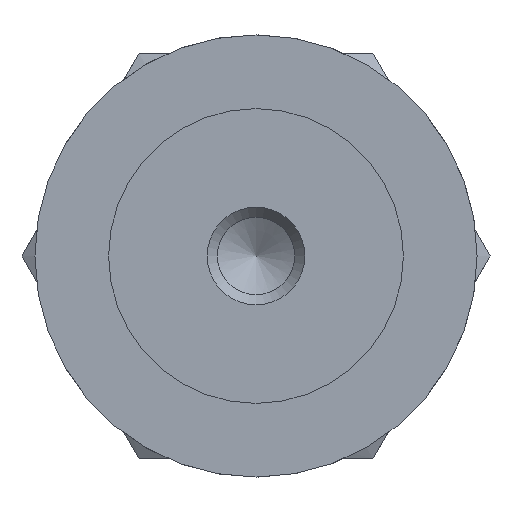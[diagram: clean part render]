
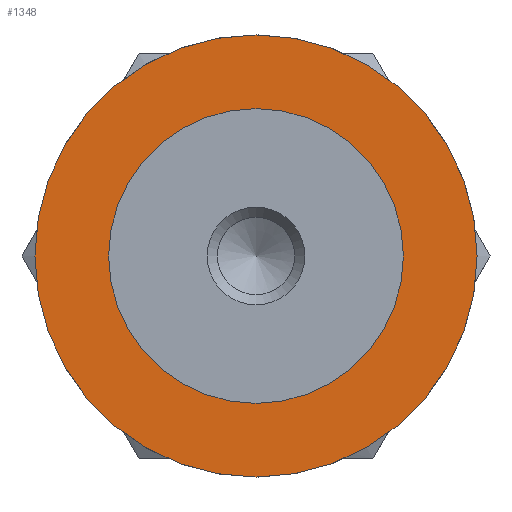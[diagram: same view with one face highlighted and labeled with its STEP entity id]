
A CAD part, front view. The second image highlights one B-rep face of the part: STEP entity #1348.
In plain terms, the highlighted planar face has unit normal (0, -1, 0).
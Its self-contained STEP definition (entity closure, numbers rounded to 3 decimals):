
#138=PLANE('',#1482);
#295=ORIENTED_EDGE('',*,*,#519,.F.);
#296=ORIENTED_EDGE('',*,*,#522,.T.);
#519=EDGE_CURVE('',#652,#652,#740,.T.);
#522=EDGE_CURVE('',#655,#655,#743,.T.);
#652=VERTEX_POINT('',#1973);
#655=VERTEX_POINT('',#1980);
#740=CIRCLE('',#1453,12.);
#743=CIRCLE('',#1457,8.);
#840=EDGE_LOOP('',(#295));
#841=EDGE_LOOP('',(#296));
#959=FACE_BOUND('',#840,.T.);
#960=FACE_BOUND('',#841,.T.);
#1348=ADVANCED_FACE('',(#959,#960),#138,.T.);
#1453=AXIS2_PLACEMENT_3D('',#1972,#1653,#1654);
#1457=AXIS2_PLACEMENT_3D('',#1979,#1661,#1662);
#1482=AXIS2_PLACEMENT_3D('',#2019,#1713,#1714);
#1653=DIRECTION('',(0.,1.,0.));
#1654=DIRECTION('',(-1.,0.,0.));
#1661=DIRECTION('',(0.,1.,0.));
#1662=DIRECTION('',(-1.,0.,0.));
#1713=DIRECTION('',(0.,-1.,0.));
#1714=DIRECTION('',(0.,0.,-1.));
#1972=CARTESIAN_POINT('',(0.,2.,0.));
#1973=CARTESIAN_POINT('',(-12.,2.,0.));
#1979=CARTESIAN_POINT('',(0.,2.,0.));
#1980=CARTESIAN_POINT('',(-8.,2.,0.));
#2019=CARTESIAN_POINT('',(-10.,2.,0.));
